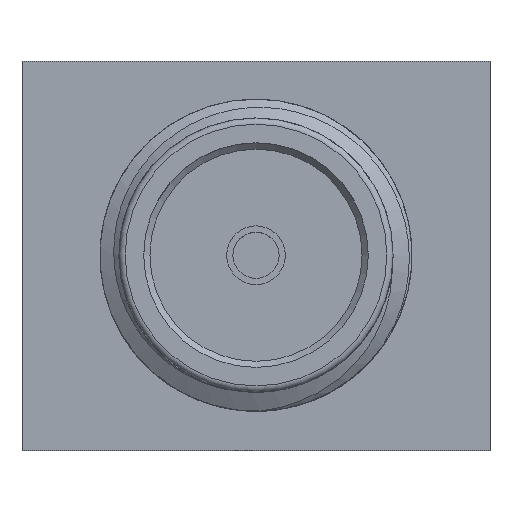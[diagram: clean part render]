
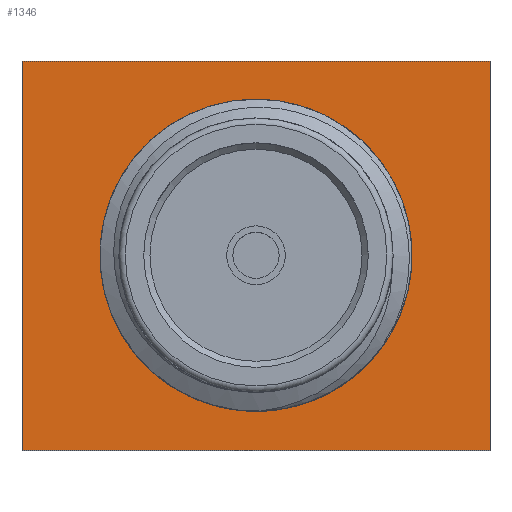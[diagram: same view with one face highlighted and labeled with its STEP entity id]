
A CAD part, top view. The second image highlights one B-rep face of the part: STEP entity #1346.
In plain terms, the highlighted planar face has unit normal (0, 0, 1).
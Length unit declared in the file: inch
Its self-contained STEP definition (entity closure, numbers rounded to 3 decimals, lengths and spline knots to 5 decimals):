
#2 = CARTESIAN_POINT ( 'NONE',  ( 0.1875, -0.156, 0. ) ) ;
#77 = DIRECTION ( 'NONE',  ( 0., 0., -1. ) ) ;
#340 = EDGE_CURVE ( 'NONE', #3390, #3390, #2331, .T. ) ;
#428 = AXIS2_PLACEMENT_3D ( 'NONE', #1586, #1052, #2933 ) ;
#429 = VERTEX_POINT ( 'NONE', #3223 ) ;
#513 = FACE_OUTER_BOUND ( 'NONE', #2078, .T. ) ;
#614 = LINE ( 'NONE', #3033, #1813 ) ;
#630 = EDGE_CURVE ( 'NONE', #2317, #1680, #614, .T. ) ;
#673 = LINE ( 'NONE', #2271, #1949 ) ;
#881 = CARTESIAN_POINT ( 'NONE',  ( 0.1875, -0.156, 0. ) ) ;
#886 = VECTOR ( 'NONE', #2196, 39.37008 ) ;
#893 = CARTESIAN_POINT ( 'NONE',  ( -0.1875, -0.156, 0. ) ) ;
#1052 = DIRECTION ( 'NONE',  ( 0., 0., -1. ) ) ;
#1073 = DIRECTION ( 'NONE',  ( 0., 1., 0. ) ) ;
#1093 = DIRECTION ( 'NONE',  ( 1., 0., 0. ) ) ;
#1124 = LINE ( 'NONE', #893, #886 ) ;
#1140 = CARTESIAN_POINT ( 'NONE',  ( -0.1875, 0.156, 0. ) ) ;
#1346 = ADVANCED_FACE ( 'NONE', ( #1849, #513 ), #1532, .F. ) ;
#1407 = ORIENTED_EDGE ( 'NONE', *, *, #2223, .T. ) ;
#1532 = PLANE ( 'NONE',  #428 ) ;
#1535 = VECTOR ( 'NONE', #1073, 39.37008 ) ;
#1586 = CARTESIAN_POINT ( 'NONE',  ( 0., 0., 0. ) ) ;
#1680 = VERTEX_POINT ( 'NONE', #881 ) ;
#1813 = VECTOR ( 'NONE', #1093, 39.37008 ) ;
#1849 = FACE_BOUND ( 'NONE', #2157, .T. ) ;
#1918 = ORIENTED_EDGE ( 'NONE', *, *, #2919, .T. ) ;
#1949 = VECTOR ( 'NONE', #3353, 39.37008 ) ;
#2078 = EDGE_LOOP ( 'NONE', ( #1407, #2574, #1918, #3256 ) ) ;
#2147 = CARTESIAN_POINT ( 'NONE',  ( -0.1875, -0.156, 0. ) ) ;
#2152 = DIRECTION ( 'NONE',  ( -1., 0., 0. ) ) ;
#2157 = EDGE_LOOP ( 'NONE', ( #2558 ) ) ;
#2196 = DIRECTION ( 'NONE',  ( 0., -1., 0. ) ) ;
#2223 = EDGE_CURVE ( 'NONE', #1680, #429, #2939, .T. ) ;
#2271 = CARTESIAN_POINT ( 'NONE',  ( -0.1875, 0.156, 0. ) ) ;
#2317 = VERTEX_POINT ( 'NONE', #2147 ) ;
#2331 = CIRCLE ( 'NONE', #2903, 0.11989 ) ;
#2447 = VERTEX_POINT ( 'NONE', #1140 ) ;
#2456 = CARTESIAN_POINT ( 'NONE',  ( 0., 0., 0. ) ) ;
#2558 = ORIENTED_EDGE ( 'NONE', *, *, #340, .T. ) ;
#2574 = ORIENTED_EDGE ( 'NONE', *, *, #3087, .T. ) ;
#2903 = AXIS2_PLACEMENT_3D ( 'NONE', #2456, #77, #2152 ) ;
#2919 = EDGE_CURVE ( 'NONE', #2447, #2317, #1124, .T. ) ;
#2933 = DIRECTION ( 'NONE',  ( 0., -1., 0. ) ) ;
#2939 = LINE ( 'NONE', #2, #1535 ) ;
#3033 = CARTESIAN_POINT ( 'NONE',  ( -0.1875, -0.156, 0. ) ) ;
#3087 = EDGE_CURVE ( 'NONE', #429, #2447, #673, .T. ) ;
#3109 = CARTESIAN_POINT ( 'NONE',  ( -0.11989, 0., 0. ) ) ;
#3223 = CARTESIAN_POINT ( 'NONE',  ( 0.1875, 0.156, 0. ) ) ;
#3256 = ORIENTED_EDGE ( 'NONE', *, *, #630, .T. ) ;
#3353 = DIRECTION ( 'NONE',  ( -1., 0., 0. ) ) ;
#3390 = VERTEX_POINT ( 'NONE', #3109 ) ;
